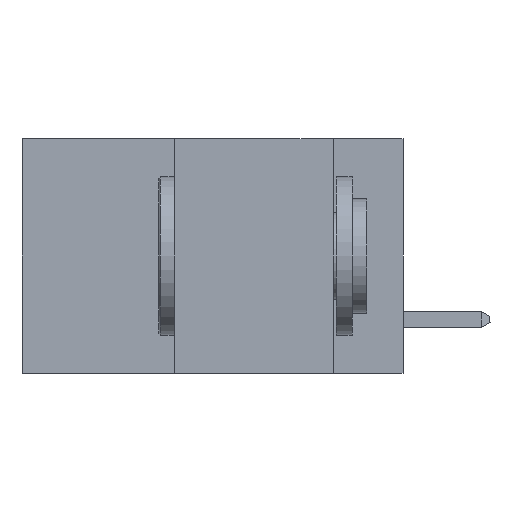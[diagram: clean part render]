
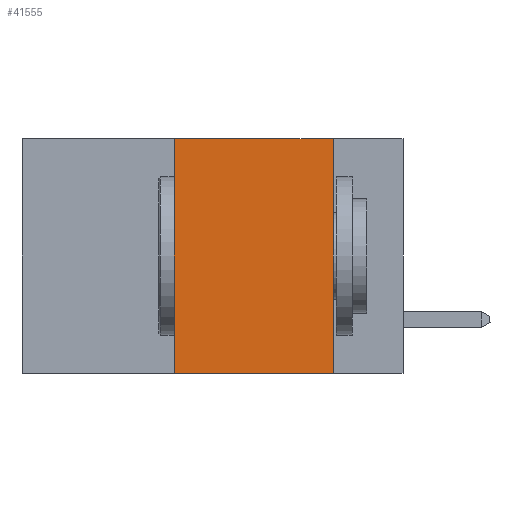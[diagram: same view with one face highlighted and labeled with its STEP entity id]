
A CAD part, left-side view. The second image highlights one B-rep face of the part: STEP entity #41555.
In plain terms, the highlighted planar face has unit normal (-1, 0, 0).
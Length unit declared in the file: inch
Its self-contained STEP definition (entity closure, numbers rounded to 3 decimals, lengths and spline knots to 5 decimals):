
#1163 = DIRECTION ( 'NONE',  ( 1., 0., 0. ) ) ;
#2529 = FACE_OUTER_BOUND ( 'NONE', #33039, .T. ) ;
#2604 = ORIENTED_EDGE ( 'NONE', *, *, #35550, .F. ) ;
#2650 = AXIS2_PLACEMENT_3D ( 'NONE', #34026, #1163, #37370 ) ;
#4515 = ORIENTED_EDGE ( 'NONE', *, *, #29657, .F. ) ;
#6377 = VECTOR ( 'NONE', #42279, 39.37008 ) ;
#11524 = CARTESIAN_POINT ( 'NONE',  ( 0., 0.36, 0. ) ) ;
#11835 = VERTEX_POINT ( 'NONE', #33563 ) ;
#11951 = DIRECTION ( 'NONE',  ( 0., 0., 1. ) ) ;
#12258 = LINE ( 'NONE', #42843, #30936 ) ;
#13152 = DIRECTION ( 'NONE',  ( 0., 0., -1. ) ) ;
#13274 = VERTEX_POINT ( 'NONE', #26574 ) ;
#16100 = CARTESIAN_POINT ( 'NONE',  ( 0., 0.6, 0. ) ) ;
#17965 = CARTESIAN_POINT ( 'NONE',  ( 0., 0.11, 0. ) ) ;
#18600 = VECTOR ( 'NONE', #13152, 39.37008 ) ;
#19840 = LINE ( 'NONE', #16100, #6377 ) ;
#20948 = ORIENTED_EDGE ( 'NONE', *, *, #36959, .T. ) ;
#21030 = VERTEX_POINT ( 'NONE', #17965 ) ;
#22873 = VERTEX_POINT ( 'NONE', #23486 ) ;
#23486 = CARTESIAN_POINT ( 'NONE',  ( 0., 0.11, -0.37 ) ) ;
#24462 = EDGE_CURVE ( 'NONE', #21030, #22873, #36723, .T. ) ;
#26574 = CARTESIAN_POINT ( 'NONE',  ( 0., 0.36, 0. ) ) ;
#27726 = ORIENTED_EDGE ( 'NONE', *, *, #24462, .F. ) ;
#29657 = EDGE_CURVE ( 'NONE', #13274, #21030, #19840, .T. ) ;
#30936 = VECTOR ( 'NONE', #32824, 39.37008 ) ;
#32824 = DIRECTION ( 'NONE',  ( 0., -1., 0. ) ) ;
#33001 = CARTESIAN_POINT ( 'NONE',  ( 0., 0.11, 0. ) ) ;
#33039 = EDGE_LOOP ( 'NONE', ( #27726, #4515, #2604, #20948 ) ) ;
#33139 = VECTOR ( 'NONE', #11951, 39.37008 ) ;
#33563 = CARTESIAN_POINT ( 'NONE',  ( 0., 0.36, -0.37 ) ) ;
#34026 = CARTESIAN_POINT ( 'NONE',  ( 0., 0.6, 0. ) ) ;
#34200 = LINE ( 'NONE', #11524, #33139 ) ;
#35550 = EDGE_CURVE ( 'NONE', #11835, #13274, #34200, .T. ) ;
#36723 = LINE ( 'NONE', #33001, #18600 ) ;
#36959 = EDGE_CURVE ( 'NONE', #11835, #22873, #12258, .T. ) ;
#37370 = DIRECTION ( 'NONE',  ( 0., 0., -1. ) ) ;
#40511 = PLANE ( 'NONE',  #2650 ) ;
#41555 = ADVANCED_FACE ( 'NONE', ( #2529 ), #40511, .F. ) ;
#42279 = DIRECTION ( 'NONE',  ( 0., -1., 0. ) ) ;
#42843 = CARTESIAN_POINT ( 'NONE',  ( 0., 0.6, -0.37 ) ) ;
